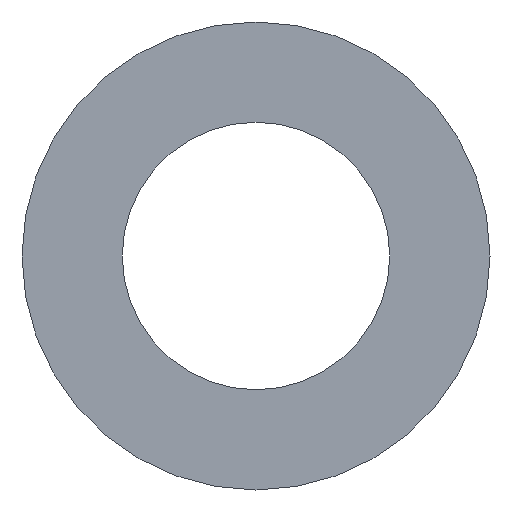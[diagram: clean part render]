
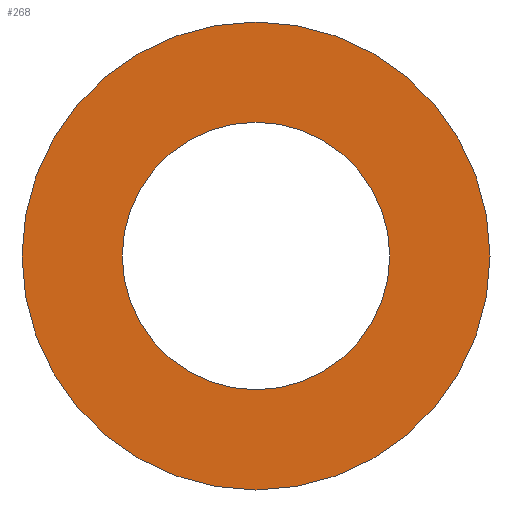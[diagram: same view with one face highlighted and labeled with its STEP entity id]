
A CAD part, left-side view. The second image highlights one B-rep face of the part: STEP entity #268.
In plain terms, the highlighted planar face has unit normal (-1, 0, 0).
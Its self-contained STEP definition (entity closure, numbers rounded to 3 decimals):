
#3 = CARTESIAN_POINT ( 'NONE',  ( -8.5, 8., 0. ) ) ;
#5 = CIRCLE ( 'NONE', #125, 14. ) ;
#7 = DIRECTION ( 'NONE',  ( 0., 0., 1. ) ) ;
#10 = DIRECTION ( 'NONE',  ( -1., 0., 0. ) ) ;
#33 = FACE_OUTER_BOUND ( 'NONE', #42, .T. ) ;
#39 = DIRECTION ( 'NONE',  ( 0., 0., 1. ) ) ;
#42 = EDGE_LOOP ( 'NONE', ( #204, #226 ) ) ;
#64 = CARTESIAN_POINT ( 'NONE',  ( -8.5, 0., -14. ) ) ;
#94 = EDGE_CURVE ( 'NONE', #278, #267, #5, .T. ) ;
#97 = CARTESIAN_POINT ( 'NONE',  ( -8.5, 0., 0. ) ) ;
#98 = DIRECTION ( 'NONE',  ( -1., 0., 0. ) ) ;
#115 = CARTESIAN_POINT ( 'NONE',  ( -8.5, 0., 0. ) ) ;
#117 = AXIS2_PLACEMENT_3D ( 'NONE', #3, #407, #39 ) ;
#125 = AXIS2_PLACEMENT_3D ( 'NONE', #393, #98, #7 ) ;
#132 = CARTESIAN_POINT ( 'NONE',  ( -8.5, 0., 0. ) ) ;
#140 = ORIENTED_EDGE ( 'NONE', *, *, #159, .F. ) ;
#144 = DIRECTION ( 'NONE',  ( 0., 0., 1. ) ) ;
#154 = EDGE_CURVE ( 'NONE', #267, #278, #188, .T. ) ;
#159 = EDGE_CURVE ( 'NONE', #403, #206, #221, .T. ) ;
#170 = FACE_BOUND ( 'NONE', #289, .T. ) ;
#173 = DIRECTION ( 'NONE',  ( -1., 0., 0. ) ) ;
#188 = CIRCLE ( 'NONE', #246, 14. ) ;
#203 = DIRECTION ( 'NONE',  ( 0., 0., 1. ) ) ;
#204 = ORIENTED_EDGE ( 'NONE', *, *, #94, .T. ) ;
#206 = VERTEX_POINT ( 'NONE', #392 ) ;
#221 = CIRCLE ( 'NONE', #382, 8. ) ;
#226 = ORIENTED_EDGE ( 'NONE', *, *, #154, .T. ) ;
#246 = AXIS2_PLACEMENT_3D ( 'NONE', #132, #173, #367 ) ;
#248 = CIRCLE ( 'NONE', #396, 8. ) ;
#267 = VERTEX_POINT ( 'NONE', #64 ) ;
#268 = ADVANCED_FACE ( 'NONE', ( #33, #170 ), #300, .T. ) ;
#274 = DIRECTION ( 'NONE',  ( -1., 0., 0. ) ) ;
#278 = VERTEX_POINT ( 'NONE', #402 ) ;
#289 = EDGE_LOOP ( 'NONE', ( #140, #386 ) ) ;
#300 = PLANE ( 'NONE',  #117 ) ;
#367 = DIRECTION ( 'NONE',  ( 0., 0., 1. ) ) ;
#375 = CARTESIAN_POINT ( 'NONE',  ( -8.5, 0., 8. ) ) ;
#382 = AXIS2_PLACEMENT_3D ( 'NONE', #97, #274, #203 ) ;
#386 = ORIENTED_EDGE ( 'NONE', *, *, #391, .F. ) ;
#391 = EDGE_CURVE ( 'NONE', #206, #403, #248, .T. ) ;
#392 = CARTESIAN_POINT ( 'NONE',  ( -8.5, 0., -8. ) ) ;
#393 = CARTESIAN_POINT ( 'NONE',  ( -8.5, 0., 0. ) ) ;
#396 = AXIS2_PLACEMENT_3D ( 'NONE', #115, #10, #144 ) ;
#402 = CARTESIAN_POINT ( 'NONE',  ( -8.5, 0., 14. ) ) ;
#403 = VERTEX_POINT ( 'NONE', #375 ) ;
#407 = DIRECTION ( 'NONE',  ( -1., 0., 0. ) ) ;
